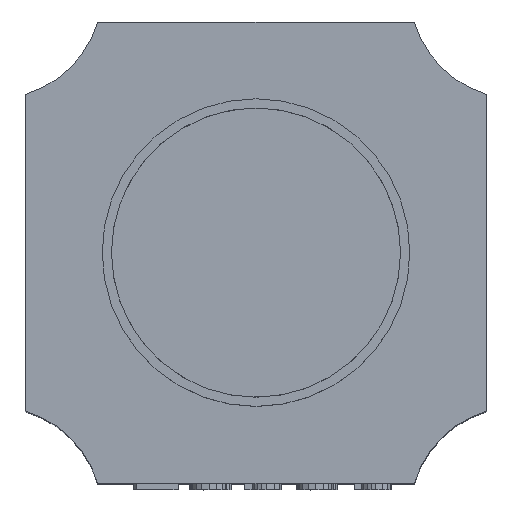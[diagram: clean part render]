
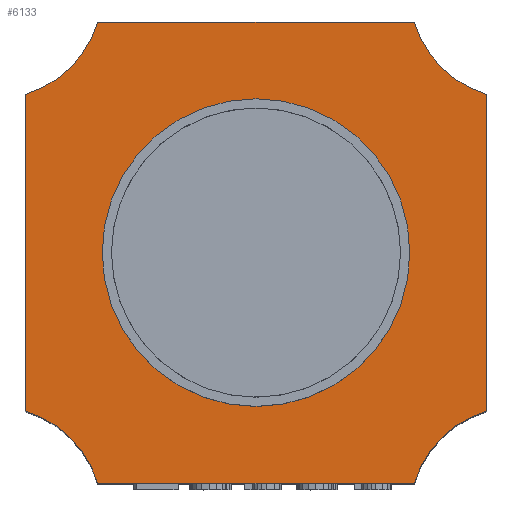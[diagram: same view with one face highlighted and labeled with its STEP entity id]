
A CAD part, top view. The second image highlights one B-rep face of the part: STEP entity #6133.
In plain terms, the highlighted planar face has unit normal (0, 0, 1).
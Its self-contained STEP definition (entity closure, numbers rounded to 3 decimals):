
#5460=CARTESIAN_POINT('Line Origine',(0.,-75.,150.)) ;
#5464=CARTESIAN_POINT('Vertex',(-51.459,-75.,150.)) ;
#5466=CARTESIAN_POINT('Vertex',(51.459,-75.,150.)) ;
#6031=CARTESIAN_POINT('Vertex',(75.,51.459,150.)) ;
#6047=CARTESIAN_POINT('Vertex',(51.459,75.,150.)) ;
#6050=CARTESIAN_POINT('Axis2P3D Location',(85.,85.,150.)) ;
#6062=CARTESIAN_POINT('Axis2P3D Location',(0.,0.,150.)) ;
#6067=CARTESIAN_POINT('Axis2P3D Location',(-85.,85.,150.)) ;
#6071=CARTESIAN_POINT('Vertex',(-75.,51.459,150.)) ;
#6073=CARTESIAN_POINT('Vertex',(-51.459,75.,150.)) ;
#6076=CARTESIAN_POINT('Line Origine',(-75.,0.,150.)) ;
#6080=CARTESIAN_POINT('Vertex',(-75.,-51.459,150.)) ;
#6083=CARTESIAN_POINT('Axis2P3D Location',(-85.,-85.,150.)) ;
#6088=CARTESIAN_POINT('Axis2P3D Location',(85.,-85.,150.)) ;
#6092=CARTESIAN_POINT('Vertex',(75.,-51.459,150.)) ;
#6095=CARTESIAN_POINT('Line Origine',(75.,0.,150.)) ;
#6100=CARTESIAN_POINT('Line Origine',(0.,75.,150.)) ;
#6115=CARTESIAN_POINT('Axis2P3D Location',(0.,0.,150.)) ;
#6119=CARTESIAN_POINT('Vertex',(50.,0.,150.)) ;
#6121=CARTESIAN_POINT('Vertex',(-50.,0.,150.)) ;
#6124=CARTESIAN_POINT('Axis2P3D Location',(0.,0.,150.)) ;
#5461=DIRECTION('Vector Direction',(-1.,0.,0.)) ;
#6051=DIRECTION('Axis2P3D Direction',(0.,0.,1.)) ;
#6063=DIRECTION('Axis2P3D Direction',(0.,0.,1.)) ;
#6064=DIRECTION('Axis2P3D XDirection',(1.,0.,0.)) ;
#6068=DIRECTION('Axis2P3D Direction',(0.,0.,1.)) ;
#6077=DIRECTION('Vector Direction',(0.,1.,0.)) ;
#6084=DIRECTION('Axis2P3D Direction',(0.,0.,1.)) ;
#6089=DIRECTION('Axis2P3D Direction',(0.,0.,1.)) ;
#6096=DIRECTION('Vector Direction',(0.,-1.,0.)) ;
#6101=DIRECTION('Vector Direction',(1.,0.,0.)) ;
#6116=DIRECTION('Axis2P3D Direction',(0.,0.,1.)) ;
#6125=DIRECTION('Axis2P3D Direction',(0.,0.,1.)) ;
#6052=AXIS2_PLACEMENT_3D('Circle Axis2P3D',#6050,#6051,$) ;
#6065=AXIS2_PLACEMENT_3D('Plane Axis2P3D',#6062,#6063,#6064) ;
#6069=AXIS2_PLACEMENT_3D('Circle Axis2P3D',#6067,#6068,$) ;
#6085=AXIS2_PLACEMENT_3D('Circle Axis2P3D',#6083,#6084,$) ;
#6090=AXIS2_PLACEMENT_3D('Circle Axis2P3D',#6088,#6089,$) ;
#6117=AXIS2_PLACEMENT_3D('Circle Axis2P3D',#6115,#6116,$) ;
#6126=AXIS2_PLACEMENT_3D('Circle Axis2P3D',#6124,#6125,$) ;
#6106=ORIENTED_EDGE('',*,*,#6075,.F.) ;
#6107=ORIENTED_EDGE('',*,*,#6082,.T.) ;
#6108=ORIENTED_EDGE('',*,*,#6087,.F.) ;
#6109=ORIENTED_EDGE('',*,*,#5468,.T.) ;
#6110=ORIENTED_EDGE('',*,*,#6094,.F.) ;
#6111=ORIENTED_EDGE('',*,*,#6099,.T.) ;
#6112=ORIENTED_EDGE('',*,*,#6054,.F.) ;
#6113=ORIENTED_EDGE('',*,*,#6104,.T.) ;
#6130=ORIENTED_EDGE('',*,*,#6123,.F.) ;
#6131=ORIENTED_EDGE('',*,*,#6128,.F.) ;
#6132=FACE_BOUND('',#6129,.T.) ;
#5462=VECTOR('Line Direction',#5461,1.) ;
#6078=VECTOR('Line Direction',#6077,1.) ;
#6097=VECTOR('Line Direction',#6096,1.) ;
#6102=VECTOR('Line Direction',#6101,1.) ;
#6133=ADVANCED_FACE('PartBody',(#6114,#6132),#6066,.T.) ;
#6053=CIRCLE('generated circle',#6052,35.) ;
#6070=CIRCLE('generated circle',#6069,35.) ;
#6086=CIRCLE('generated circle',#6085,35.) ;
#6091=CIRCLE('generated circle',#6090,35.) ;
#6118=CIRCLE('generated circle',#6117,50.) ;
#6127=CIRCLE('generated circle',#6126,50.) ;
#5468=EDGE_CURVE('',#5465,#5467,#5463,.F.) ;
#6054=EDGE_CURVE('',#6048,#6032,#6053,.T.) ;
#6075=EDGE_CURVE('',#6072,#6074,#6070,.T.) ;
#6082=EDGE_CURVE('',#6072,#6081,#6079,.F.) ;
#6087=EDGE_CURVE('',#5465,#6081,#6086,.T.) ;
#6094=EDGE_CURVE('',#6093,#5467,#6091,.T.) ;
#6099=EDGE_CURVE('',#6093,#6032,#6098,.F.) ;
#6104=EDGE_CURVE('',#6048,#6074,#6103,.F.) ;
#6123=EDGE_CURVE('',#6120,#6122,#6118,.T.) ;
#6128=EDGE_CURVE('',#6122,#6120,#6127,.T.) ;
#6105=EDGE_LOOP('',(#6106,#6107,#6108,#6109,#6110,#6111,#6112,#6113)) ;
#6129=EDGE_LOOP('',(#6130,#6131)) ;
#6114=FACE_OUTER_BOUND('',#6105,.T.) ;
#5463=LINE('Line',#5460,#5462) ;
#6079=LINE('Line',#6076,#6078) ;
#6098=LINE('Line',#6095,#6097) ;
#6103=LINE('Line',#6100,#6102) ;
#6066=PLANE('',#6065) ;
#5465=VERTEX_POINT('',#5464) ;
#5467=VERTEX_POINT('',#5466) ;
#6032=VERTEX_POINT('',#6031) ;
#6048=VERTEX_POINT('',#6047) ;
#6072=VERTEX_POINT('',#6071) ;
#6074=VERTEX_POINT('',#6073) ;
#6081=VERTEX_POINT('',#6080) ;
#6093=VERTEX_POINT('',#6092) ;
#6120=VERTEX_POINT('',#6119) ;
#6122=VERTEX_POINT('',#6121) ;
